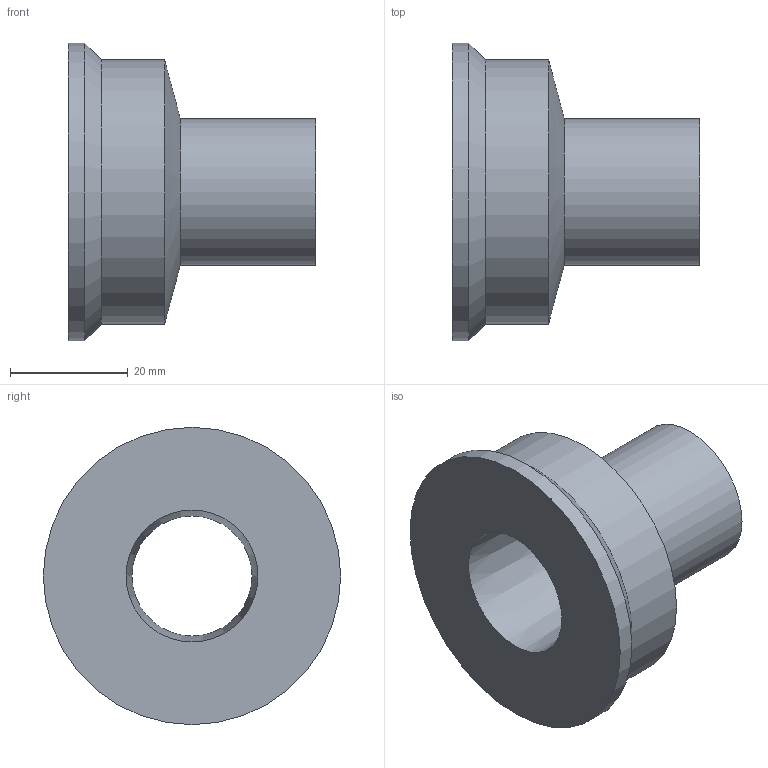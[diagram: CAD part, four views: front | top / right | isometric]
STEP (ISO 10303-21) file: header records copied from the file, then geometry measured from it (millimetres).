
FILE_DESCRIPTION( ( 'STEP AP203' ), '1' );
FILE_NAME( '72306002511(architecture400).stp', '2022-05-03T10:30:35', ( 'License CC BY-ND 4.0' ), ( 'CADENAS' ), ' ', 'PARTsolutions', ' ' );
FILE_SCHEMA( ( 'CONFIG_CONTROL_DESIGN' ) );
Length unit declared in the file: millimetre
Products named in the file (1): _72306002511(architecture400)
Bounding box: 42 x 50.5 x 50.5 mm (x, y, z)
Volume: 27266.5 mm3; surface area: 10006.7 mm2
Topology: 1 solids, 1 shells, 9 faces, 16 edges, 9 vertices
Faces by surface type: cylinder 4, cone 3, plane 2
Full cylindrical faces by diameter (mm): 20.4 x1, 25 x1, 44.9 x1, 50.5 x1
Entity records: 232 total; most frequent: DIRECTION 38, CARTESIAN_POINT 28, AXIS2_PLACEMENT_3D 19, EDGE_LOOP 18, ORIENTED_EDGE 18, FACE_OUTER_BOUND 13, ADVANCED_FACE 9, EDGE_CURVE 9
